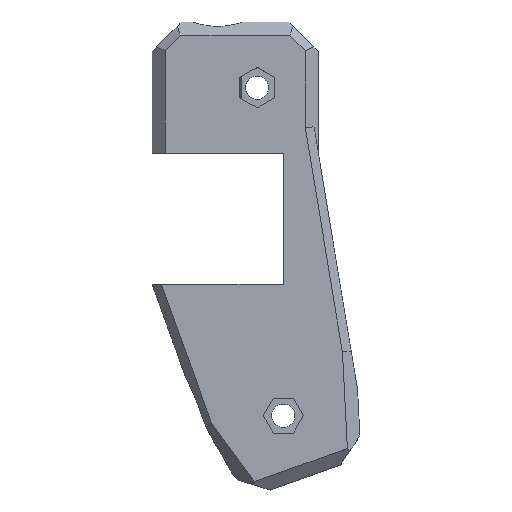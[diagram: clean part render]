
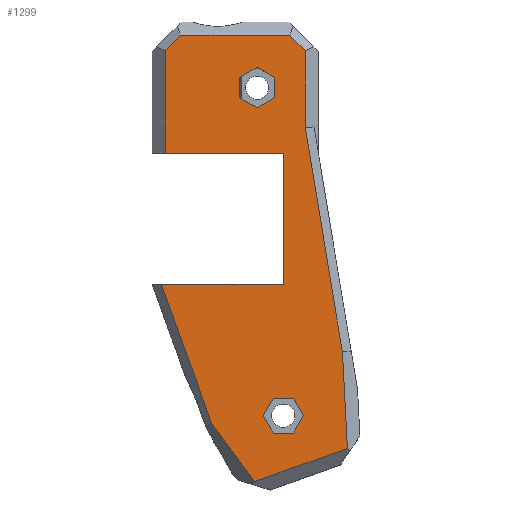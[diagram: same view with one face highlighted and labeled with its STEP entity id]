
A CAD part, top view. The second image highlights one B-rep face of the part: STEP entity #1299.
In plain terms, the highlighted planar face has unit normal (0, 0, 1).
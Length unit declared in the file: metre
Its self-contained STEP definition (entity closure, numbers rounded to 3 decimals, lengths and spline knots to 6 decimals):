
#140=ORIENTED_EDGE('',*,*,#505,.T.);
#141=ORIENTED_EDGE('',*,*,#506,.T.);
#142=ORIENTED_EDGE('',*,*,#507,.T.);
#143=ORIENTED_EDGE('',*,*,#477,.T.);
#144=ORIENTED_EDGE('',*,*,#485,.F.);
#145=ORIENTED_EDGE('',*,*,#491,.F.);
#146=ORIENTED_EDGE('',*,*,#508,.T.);
#147=ORIENTED_EDGE('',*,*,#509,.T.);
#148=ORIENTED_EDGE('',*,*,#510,.T.);
#149=ORIENTED_EDGE('',*,*,#511,.T.);
#150=ORIENTED_EDGE('',*,*,#512,.T.);
#151=ORIENTED_EDGE('',*,*,#513,.T.);
#152=ORIENTED_EDGE('',*,*,#514,.T.);
#153=ORIENTED_EDGE('',*,*,#515,.F.);
#154=ORIENTED_EDGE('',*,*,#516,.F.);
#155=ORIENTED_EDGE('',*,*,#517,.F.);
#156=ORIENTED_EDGE('',*,*,#518,.F.);
#157=ORIENTED_EDGE('',*,*,#519,.F.);
#158=ORIENTED_EDGE('',*,*,#520,.F.);
#159=ORIENTED_EDGE('',*,*,#521,.F.);
#160=ORIENTED_EDGE('',*,*,#522,.F.);
#161=ORIENTED_EDGE('',*,*,#523,.F.);
#162=ORIENTED_EDGE('',*,*,#524,.F.);
#163=ORIENTED_EDGE('',*,*,#525,.F.);
#164=ORIENTED_EDGE('',*,*,#526,.F.);
#477=EDGE_CURVE('',#662,#663,#780,.T.);
#485=EDGE_CURVE('',#668,#663,#787,.T.);
#491=EDGE_CURVE('',#673,#668,#792,.T.);
#505=EDGE_CURVE('',#685,#686,#803,.T.);
#506=EDGE_CURVE('',#686,#687,#804,.T.);
#507=EDGE_CURVE('',#687,#662,#805,.T.);
#508=EDGE_CURVE('',#673,#688,#806,.T.);
#509=EDGE_CURVE('',#688,#689,#807,.T.);
#510=EDGE_CURVE('',#689,#690,#808,.T.);
#511=EDGE_CURVE('',#690,#691,#809,.T.);
#512=EDGE_CURVE('',#691,#692,#810,.T.);
#513=EDGE_CURVE('',#692,#693,#811,.T.);
#514=EDGE_CURVE('',#693,#685,#812,.T.);
#515=EDGE_CURVE('',#694,#695,#813,.T.);
#516=EDGE_CURVE('',#696,#694,#814,.T.);
#517=EDGE_CURVE('',#697,#696,#815,.T.);
#518=EDGE_CURVE('',#698,#697,#816,.T.);
#519=EDGE_CURVE('',#699,#698,#817,.T.);
#520=EDGE_CURVE('',#695,#699,#818,.T.);
#521=EDGE_CURVE('',#700,#701,#819,.T.);
#522=EDGE_CURVE('',#702,#700,#820,.T.);
#523=EDGE_CURVE('',#703,#702,#821,.T.);
#524=EDGE_CURVE('',#704,#703,#822,.T.);
#525=EDGE_CURVE('',#705,#704,#823,.T.);
#526=EDGE_CURVE('',#701,#705,#824,.T.);
#662=VERTEX_POINT('',#1854);
#663=VERTEX_POINT('',#1855);
#668=VERTEX_POINT('',#1868);
#673=VERTEX_POINT('',#1880);
#685=VERTEX_POINT('',#1926);
#686=VERTEX_POINT('',#1927);
#687=VERTEX_POINT('',#1929);
#688=VERTEX_POINT('',#1932);
#689=VERTEX_POINT('',#1934);
#690=VERTEX_POINT('',#1936);
#691=VERTEX_POINT('',#1938);
#692=VERTEX_POINT('',#1940);
#693=VERTEX_POINT('',#1942);
#694=VERTEX_POINT('',#1945);
#695=VERTEX_POINT('',#1946);
#696=VERTEX_POINT('',#1948);
#697=VERTEX_POINT('',#1950);
#698=VERTEX_POINT('',#1952);
#699=VERTEX_POINT('',#1954);
#700=VERTEX_POINT('',#1957);
#701=VERTEX_POINT('',#1958);
#702=VERTEX_POINT('',#1960);
#703=VERTEX_POINT('',#1962);
#704=VERTEX_POINT('',#1964);
#705=VERTEX_POINT('',#1966);
#780=LINE('',#1853,#921);
#787=LINE('',#1869,#928);
#792=LINE('',#1881,#933);
#803=LINE('',#1925,#944);
#804=LINE('',#1928,#945);
#805=LINE('',#1930,#946);
#806=LINE('',#1931,#947);
#807=LINE('',#1933,#948);
#808=LINE('',#1935,#949);
#809=LINE('',#1937,#950);
#810=LINE('',#1939,#951);
#811=LINE('',#1941,#952);
#812=LINE('',#1943,#953);
#813=LINE('',#1944,#954);
#814=LINE('',#1947,#955);
#815=LINE('',#1949,#956);
#816=LINE('',#1951,#957);
#817=LINE('',#1953,#958);
#818=LINE('',#1955,#959);
#819=LINE('',#1956,#960);
#820=LINE('',#1959,#961);
#821=LINE('',#1961,#962);
#822=LINE('',#1963,#963);
#823=LINE('',#1965,#964);
#824=LINE('',#1967,#965);
#921=VECTOR('',#1518,1.);
#928=VECTOR('',#1529,1.);
#933=VECTOR('',#1538,1.);
#944=VECTOR('',#1559,1.);
#945=VECTOR('',#1560,1.);
#946=VECTOR('',#1561,1.);
#947=VECTOR('',#1562,1.);
#948=VECTOR('',#1563,1.);
#949=VECTOR('',#1564,1.);
#950=VECTOR('',#1565,1.);
#951=VECTOR('',#1566,1.);
#952=VECTOR('',#1567,1.);
#953=VECTOR('',#1568,1.);
#954=VECTOR('',#1569,1.);
#955=VECTOR('',#1570,1.);
#956=VECTOR('',#1571,1.);
#957=VECTOR('',#1572,1.);
#958=VECTOR('',#1573,1.);
#959=VECTOR('',#1574,1.);
#960=VECTOR('',#1575,1.);
#961=VECTOR('',#1576,1.);
#962=VECTOR('',#1577,1.);
#963=VECTOR('',#1578,1.);
#964=VECTOR('',#1579,1.);
#965=VECTOR('',#1580,1.);
#1063=EDGE_LOOP('',(#140,#141,#142,#143,#144,#145,#146,#147,#148,#149,#150,
#151,#152));
#1064=EDGE_LOOP('',(#153,#154,#155,#156,#157,#158));
#1065=EDGE_LOOP('',(#159,#160,#161,#162,#163,#164));
#1156=FACE_BOUND('',#1063,.T.);
#1157=FACE_BOUND('',#1064,.T.);
#1158=FACE_BOUND('',#1065,.T.);
#1239=PLANE('',#1394);
#1299=ADVANCED_FACE('',(#1156,#1157,#1158),#1239,.T.);
#1394=AXIS2_PLACEMENT_3D('',#1924,#1557,#1558);
#1518=DIRECTION('',(1.,0.,0.));
#1529=DIRECTION('',(0.,1.,0.));
#1538=DIRECTION('',(1.,0.,0.));
#1557=DIRECTION('',(0.,0.,1.));
#1558=DIRECTION('',(1.,0.,0.));
#1559=DIRECTION('',(-1.,0.,0.));
#1560=DIRECTION('',(-0.707,-0.707,0.));
#1561=DIRECTION('',(0.,-1.,0.));
#1562=DIRECTION('',(0.34,-0.94,0.));
#1563=DIRECTION('',(0.591,-0.807,0.));
#1564=DIRECTION('',(0.942,0.335,0.));
#1565=DIRECTION('',(-0.051,0.999,0.));
#1566=DIRECTION('',(-0.164,0.986,0.));
#1567=DIRECTION('',(0.,1.,0.));
#1568=DIRECTION('',(-0.707,0.707,0.));
#1569=DIRECTION('',(-0.5,0.866,0.));
#1570=DIRECTION('',(0.5,0.866,0.));
#1571=DIRECTION('',(1.,0.,0.));
#1572=DIRECTION('',(0.5,-0.866,0.));
#1573=DIRECTION('',(-0.5,-0.866,0.));
#1574=DIRECTION('',(-1.,0.,0.));
#1575=DIRECTION('',(-0.866,-0.5,0.));
#1576=DIRECTION('',(-0.866,0.5,0.));
#1577=DIRECTION('',(0.,1.,0.));
#1578=DIRECTION('',(0.866,0.5,0.));
#1579=DIRECTION('',(0.866,-0.5,0.));
#1580=DIRECTION('',(0.,-1.,0.));
#1853=CARTESIAN_POINT('',(-0.015,0.03,0.02));
#1854=CARTESIAN_POINT('',(-0.027,0.03,0.02));
#1855=CARTESIAN_POINT('',(0.,0.03,0.02));
#1868=CARTESIAN_POINT('',(0.,0.,0.02));
#1869=CARTESIAN_POINT('',(0.,0.015,0.02));
#1880=CARTESIAN_POINT('',(-0.027873,0.,0.02));
#1881=CARTESIAN_POINT('',(-0.015,0.,0.02));
#1924=CARTESIAN_POINT('',(-0.021122,0.00567,0.02));
#1925=CARTESIAN_POINT('',(-0.023285,0.057,0.02));
#1926=CARTESIAN_POINT('',(0.001457,0.057,0.02));
#1927=CARTESIAN_POINT('',(-0.023457,0.057,0.02));
#1928=CARTESIAN_POINT('',(-0.047954,0.032502,0.02));
#1929=CARTESIAN_POINT('',(-0.027,0.053457,0.02));
#1930=CARTESIAN_POINT('',(-0.027,0.03,0.02));
#1931=CARTESIAN_POINT('',(-0.018708,-0.025323,0.02));
#1932=CARTESIAN_POINT('',(-0.016386,-0.031738,0.02));
#1933=CARTESIAN_POINT('',(-0.00824,-0.042854,0.02));
#1934=CARTESIAN_POINT('',(-0.006605,-0.045085,0.02));
#1935=CARTESIAN_POINT('',(0.012041,-0.038454,0.02));
#1936=CARTESIAN_POINT('',(0.014647,-0.037527,0.02));
#1937=CARTESIAN_POINT('',(0.013963,-0.024121,0.02));
#1938=CARTESIAN_POINT('',(0.013522,-0.015477,0.02));
#1939=CARTESIAN_POINT('',(0.009177,0.0107,0.02));
#1940=CARTESIAN_POINT('',(0.005,0.035859,0.02));
#1941=CARTESIAN_POINT('',(0.005,0.053285,0.02));
#1942=CARTESIAN_POINT('',(0.005,0.053457,0.02));
#1943=CARTESIAN_POINT('',(0.015833,0.042624,0.02));
#1944=CARTESIAN_POINT('',(0.003464,-0.028,0.02));
#1945=CARTESIAN_POINT('',(0.004619,-0.03,0.02));
#1946=CARTESIAN_POINT('',(0.002309,-0.026,0.02));
#1947=CARTESIAN_POINT('',(0.003464,-0.032,0.02));
#1948=CARTESIAN_POINT('',(0.002309,-0.034,0.02));
#1949=CARTESIAN_POINT('',(0.,-0.034,0.02));
#1950=CARTESIAN_POINT('',(-0.002309,-0.034,0.02));
#1951=CARTESIAN_POINT('',(-0.003464,-0.032,0.02));
#1952=CARTESIAN_POINT('',(-0.004619,-0.03,0.02));
#1953=CARTESIAN_POINT('',(-0.003464,-0.028,0.02));
#1954=CARTESIAN_POINT('',(-0.002309,-0.026,0.02));
#1955=CARTESIAN_POINT('',(0.,-0.026,0.02));
#1956=CARTESIAN_POINT('',(-0.008,0.048464,0.02));
#1957=CARTESIAN_POINT('',(-0.006,0.049619,0.02));
#1958=CARTESIAN_POINT('',(-0.01,0.047309,0.02));
#1959=CARTESIAN_POINT('',(-0.004,0.048464,0.02));
#1960=CARTESIAN_POINT('',(-0.002,0.047309,0.02));
#1961=CARTESIAN_POINT('',(-0.002,0.045,0.02));
#1962=CARTESIAN_POINT('',(-0.002,0.042691,0.02));
#1963=CARTESIAN_POINT('',(-0.004,0.041536,0.02));
#1964=CARTESIAN_POINT('',(-0.006,0.040381,0.02));
#1965=CARTESIAN_POINT('',(-0.008,0.041536,0.02));
#1966=CARTESIAN_POINT('',(-0.01,0.042691,0.02));
#1967=CARTESIAN_POINT('',(-0.01,0.045,0.02));
